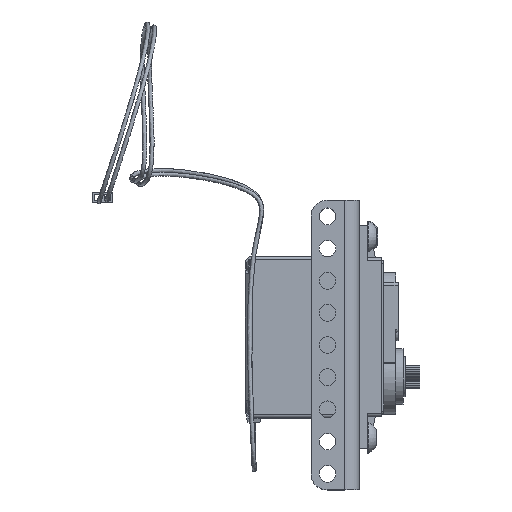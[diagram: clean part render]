
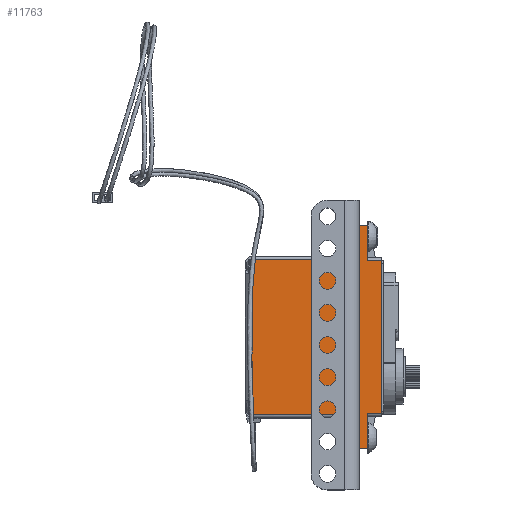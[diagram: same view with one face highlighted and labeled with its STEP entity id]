
A CAD part, top view. The second image highlights one B-rep face of the part: STEP entity #11763.
In plain terms, the highlighted face is planar.
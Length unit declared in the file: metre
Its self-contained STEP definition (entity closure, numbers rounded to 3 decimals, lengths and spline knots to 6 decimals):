
#667=LINE('',#17864,#1520);
#672=LINE('',#17876,#1525);
#677=LINE('',#17892,#1530);
#735=LINE('',#18056,#1588);
#746=LINE('',#18090,#1599);
#759=LINE('',#18113,#1612);
#1018=LINE('',#18939,#1871);
#1022=LINE('',#18954,#1875);
#1036=LINE('',#18987,#1889);
#1037=LINE('',#18990,#1890);
#1038=LINE('',#18992,#1891);
#1039=LINE('',#18994,#1892);
#1040=LINE('',#18995,#1893);
#1041=LINE('',#18997,#1894);
#1042=LINE('',#18999,#1895);
#1043=LINE('',#19001,#1896);
#1044=LINE('',#19002,#1897);
#1045=LINE('',#19003,#1898);
#1046=LINE('',#19005,#1899);
#1047=LINE('',#19006,#1900);
#1520=VECTOR('',#13669,1.);
#1525=VECTOR('',#13678,1.);
#1530=VECTOR('',#13691,1.);
#1588=VECTOR('',#13831,1.);
#1599=VECTOR('',#13860,1.);
#1612=VECTOR('',#13887,1.);
#1871=VECTOR('',#14634,1.);
#1875=VECTOR('',#14648,1.);
#1889=VECTOR('',#14678,1.);
#1890=VECTOR('',#14681,1.);
#1891=VECTOR('',#14682,1.);
#1892=VECTOR('',#14683,1.);
#1893=VECTOR('',#14684,1.);
#1894=VECTOR('',#14685,1.);
#1895=VECTOR('',#14686,1.);
#1896=VECTOR('',#14687,1.);
#1897=VECTOR('',#14688,1.);
#1898=VECTOR('',#14689,1.);
#1899=VECTOR('',#14690,1.);
#1900=VECTOR('',#14691,1.);
#2793=FACE_OUTER_BOUND('',#3424,.T.);
#3424=EDGE_LOOP('',(#8468,#8469,#8470,#8471,#8472,#8473,#8474,#8475,#8476,
#8477,#8478,#8479,#8480,#8481,#8482,#8483,#8484,#8485,#8486,#8487));
#4533=VERTEX_POINT('',#17862);
#4534=VERTEX_POINT('',#17863);
#4538=VERTEX_POINT('',#17873);
#4539=VERTEX_POINT('',#17875);
#4546=VERTEX_POINT('',#17890);
#4610=VERTEX_POINT('',#18053);
#4611=VERTEX_POINT('',#18055);
#4624=VERTEX_POINT('',#18088);
#4625=VERTEX_POINT('',#18089);
#4853=VERTEX_POINT('',#18935);
#4855=VERTEX_POINT('',#18938);
#4860=VERTEX_POINT('',#18950);
#4861=VERTEX_POINT('',#18952);
#4873=VERTEX_POINT('',#18989);
#4874=VERTEX_POINT('',#18991);
#4875=VERTEX_POINT('',#18993);
#4876=VERTEX_POINT('',#18996);
#4877=VERTEX_POINT('',#18998);
#4878=VERTEX_POINT('',#19000);
#4879=VERTEX_POINT('',#19004);
#5685=EDGE_CURVE('',#4533,#4534,#667,.T.);
#5691=EDGE_CURVE('',#4538,#4539,#672,.T.);
#5699=EDGE_CURVE('',#4538,#4546,#677,.T.);
#5777=EDGE_CURVE('',#4611,#4610,#735,.T.);
#5793=EDGE_CURVE('',#4624,#4625,#746,.T.);
#5808=EDGE_CURVE('',#4624,#4610,#759,.T.);
#6189=EDGE_CURVE('',#4855,#4853,#1018,.T.);
#6196=EDGE_CURVE('',#4860,#4861,#1022,.T.);
#6213=EDGE_CURVE('',#4861,#4539,#1036,.T.);
#6214=EDGE_CURVE('',#4873,#4853,#1037,.T.);
#6215=EDGE_CURVE('',#4873,#4874,#1038,.T.);
#6216=EDGE_CURVE('',#4874,#4875,#1039,.T.);
#6217=EDGE_CURVE('',#4611,#4875,#1040,.T.);
#6218=EDGE_CURVE('',#4876,#4625,#1041,.T.);
#6219=EDGE_CURVE('',#4877,#4876,#1042,.T.);
#6220=EDGE_CURVE('',#4878,#4877,#1043,.T.);
#6221=EDGE_CURVE('',#4878,#4860,#1044,.T.);
#6222=EDGE_CURVE('',#4546,#4534,#1045,.T.);
#6223=EDGE_CURVE('',#4879,#4533,#1046,.T.);
#6224=EDGE_CURVE('',#4879,#4855,#1047,.T.);
#8468=ORIENTED_EDGE('',*,*,#6189,.T.);
#8469=ORIENTED_EDGE('',*,*,#6214,.F.);
#8470=ORIENTED_EDGE('',*,*,#6215,.T.);
#8471=ORIENTED_EDGE('',*,*,#6216,.T.);
#8472=ORIENTED_EDGE('',*,*,#6217,.F.);
#8473=ORIENTED_EDGE('',*,*,#5777,.T.);
#8474=ORIENTED_EDGE('',*,*,#5808,.F.);
#8475=ORIENTED_EDGE('',*,*,#5793,.T.);
#8476=ORIENTED_EDGE('',*,*,#6218,.F.);
#8477=ORIENTED_EDGE('',*,*,#6219,.F.);
#8478=ORIENTED_EDGE('',*,*,#6220,.F.);
#8479=ORIENTED_EDGE('',*,*,#6221,.T.);
#8480=ORIENTED_EDGE('',*,*,#6196,.T.);
#8481=ORIENTED_EDGE('',*,*,#6213,.T.);
#8482=ORIENTED_EDGE('',*,*,#5691,.F.);
#8483=ORIENTED_EDGE('',*,*,#5699,.T.);
#8484=ORIENTED_EDGE('',*,*,#6222,.T.);
#8485=ORIENTED_EDGE('',*,*,#5685,.F.);
#8486=ORIENTED_EDGE('',*,*,#6223,.F.);
#8487=ORIENTED_EDGE('',*,*,#6224,.T.);
#10758=PLANE('',#12721);
#11763=ADVANCED_FACE('',(#2793),#10758,.F.);
#12721=AXIS2_PLACEMENT_3D('',#18988,#14679,#14680);
#13669=DIRECTION('',(0.,-1.,0.));
#13678=DIRECTION('',(1.,0.,0.));
#13691=DIRECTION('',(0.,-1.,0.));
#13831=DIRECTION('',(0.,1.,0.));
#13860=DIRECTION('',(0.,-1.,0.));
#13887=DIRECTION('',(-1.,0.,0.));
#14634=DIRECTION('',(-1.,0.,0.));
#14648=DIRECTION('',(-1.,0.,0.));
#14678=DIRECTION('',(0.,-1.,0.));
#14679=DIRECTION('center_axis',(0.,0.,1.));
#14680=DIRECTION('ref_axis',(1.,0.,0.));
#14681=DIRECTION('',(0.,1.,0.));
#14682=DIRECTION('',(-1.,0.,0.));
#14683=DIRECTION('',(0.,1.,0.));
#14684=DIRECTION('',(-1.,0.,0.));
#14685=DIRECTION('',(-1.,0.,0.));
#14686=DIRECTION('',(0.,1.,0.));
#14687=DIRECTION('',(1.,0.,0.));
#14688=DIRECTION('',(0.,1.,0.));
#14689=DIRECTION('',(-1.,0.,0.));
#14690=DIRECTION('',(1.,0.,0.));
#14691=DIRECTION('',(0.,1.,0.));
#17862=CARTESIAN_POINT('',(-0.015786,0.001524,-0.019837));
#17863=CARTESIAN_POINT('',(-0.015786,0.001016,-0.019837));
#17864=CARTESIAN_POINT('',(-0.015786,0.001524,-0.019837));
#17873=CARTESIAN_POINT('',(0.015786,0.001524,-0.019837));
#17875=CARTESIAN_POINT('',(0.019342,0.001524,-0.019837));
#17876=CARTESIAN_POINT('',(0.,0.001524,-0.019837));
#17890=CARTESIAN_POINT('',(0.015786,0.001016,-0.019837));
#17892=CARTESIAN_POINT('',(0.015786,0.001524,-0.019837));
#18053=CARTESIAN_POINT('',(-0.018974,0.033833,-0.019837));
#18055=CARTESIAN_POINT('',(-0.018974,0.030302,-0.019837));
#18056=CARTESIAN_POINT('',(-0.018974,0.027737,-0.019837));
#18088=CARTESIAN_POINT('',(0.018974,0.033833,-0.019837));
#18089=CARTESIAN_POINT('',(0.018974,0.030302,-0.019837));
#18090=CARTESIAN_POINT('',(0.018974,0.027737,-0.019837));
#18113=CARTESIAN_POINT('',(0.018974,0.033833,-0.019837));
#18935=CARTESIAN_POINT('',(-0.019736,0.027737,-0.019837));
#18938=CARTESIAN_POINT('',(-0.019342,0.027737,-0.019837));
#18939=CARTESIAN_POINT('',(-0.026518,0.027737,-0.019837));
#18950=CARTESIAN_POINT('',(0.019736,0.027737,-0.019837));
#18952=CARTESIAN_POINT('',(0.019342,0.027737,-0.019837));
#18954=CARTESIAN_POINT('',(-0.026518,0.027737,-0.019837));
#18987=CARTESIAN_POINT('',(0.019342,0.027737,-0.019837));
#18988=CARTESIAN_POINT('Origin',(-0.020104,0.027737,-0.019837));
#18989=CARTESIAN_POINT('',(-0.019736,0.027722,-0.019837));
#18990=CARTESIAN_POINT('',(-0.019736,0.027722,-0.019837));
#18991=CARTESIAN_POINT('',(-0.027736,0.027722,-0.019837));
#18992=CARTESIAN_POINT('',(-0.022492,0.027722,-0.019837));
#18993=CARTESIAN_POINT('',(-0.027736,0.030302,-0.019837));
#18994=CARTESIAN_POINT('',(-0.027736,0.027722,-0.019837));
#18995=CARTESIAN_POINT('',(-0.026518,0.030302,-0.019837));
#18996=CARTESIAN_POINT('',(0.027736,0.030302,-0.019837));
#18997=CARTESIAN_POINT('',(-0.026518,0.030302,-0.019837));
#18998=CARTESIAN_POINT('',(0.027736,0.027722,-0.019837));
#18999=CARTESIAN_POINT('',(0.027736,0.027722,-0.019837));
#19000=CARTESIAN_POINT('',(0.019736,0.027722,-0.019837));
#19001=CARTESIAN_POINT('',(0.022492,0.027722,-0.019837));
#19002=CARTESIAN_POINT('',(0.019736,0.027722,-0.019837));
#19003=CARTESIAN_POINT('',(-0.015786,0.001016,-0.019837));
#19004=CARTESIAN_POINT('',(-0.019342,0.001524,-0.019837));
#19005=CARTESIAN_POINT('',(0.,0.001524,-0.019837));
#19006=CARTESIAN_POINT('',(-0.019342,0.027737,-0.019837));
